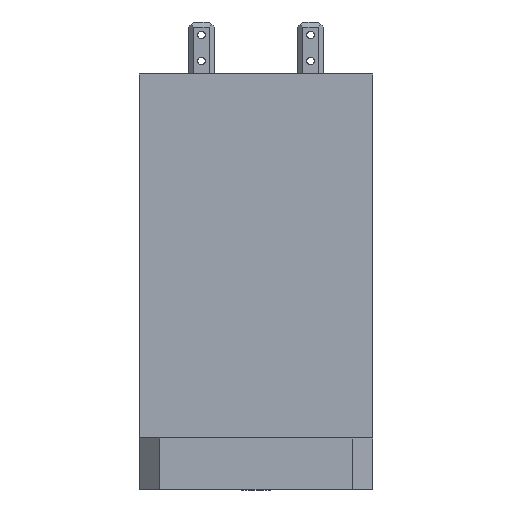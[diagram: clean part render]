
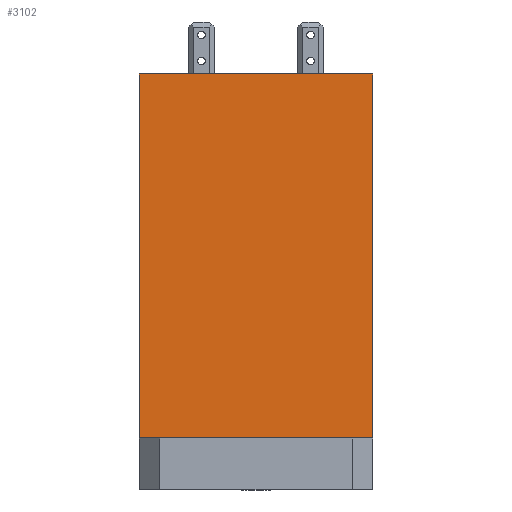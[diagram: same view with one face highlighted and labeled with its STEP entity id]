
A CAD part, front view. The second image highlights one B-rep face of the part: STEP entity #3102.
In plain terms, the highlighted face is planar.
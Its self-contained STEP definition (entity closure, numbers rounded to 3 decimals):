
#183 = CARTESIAN_POINT ( 'NONE',  ( -22.5, 80., 9.5 ) ) ;
#208 = LINE ( 'NONE', #6471, #2100 ) ;
#217 = CARTESIAN_POINT ( 'NONE',  ( -22.5, 80., 9.5 ) ) ;
#423 = VERTEX_POINT ( 'NONE', #2081 ) ;
#440 = VERTEX_POINT ( 'NONE', #4241 ) ;
#1117 = ORIENTED_EDGE ( 'NONE', *, *, #2581, .F. ) ;
#1144 = CARTESIAN_POINT ( 'NONE',  ( 22.5, 10., 9.5 ) ) ;
#1256 = CARTESIAN_POINT ( 'NONE',  ( 22.5, 80., 9.5 ) ) ;
#1279 = LINE ( 'NONE', #183, #5773 ) ;
#1341 = FACE_OUTER_BOUND ( 'NONE', #5973, .T. ) ;
#1360 = EDGE_CURVE ( 'NONE', #423, #440, #1279, .T. ) ;
#1468 = PLANE ( 'NONE',  #6444 ) ;
#1525 = ORIENTED_EDGE ( 'NONE', *, *, #2418, .F. ) ;
#1568 = ORIENTED_EDGE ( 'NONE', *, *, #1879, .F. ) ;
#1879 = EDGE_CURVE ( 'NONE', #440, #6079, #3167, .T. ) ;
#2081 = CARTESIAN_POINT ( 'NONE',  ( -22.5, 10., 9.5 ) ) ;
#2100 = VECTOR ( 'NONE', #4848, 1000. ) ;
#2418 = EDGE_CURVE ( 'NONE', #6098, #423, #208, .T. ) ;
#2515 = DIRECTION ( 'NONE',  ( 0., 0., 1. ) ) ;
#2581 = EDGE_CURVE ( 'NONE', #6079, #6098, #5194, .T. ) ;
#2793 = DIRECTION ( 'NONE',  ( 0., -1., 0. ) ) ;
#3102 = ADVANCED_FACE ( 'NONE', ( #1341 ), #1468, .T. ) ;
#3167 = LINE ( 'NONE', #217, #5225 ) ;
#3360 = DIRECTION ( 'NONE',  ( 1., 0., 0. ) ) ;
#3496 = CARTESIAN_POINT ( 'NONE',  ( -22.5, 80., 9.5 ) ) ;
#4241 = CARTESIAN_POINT ( 'NONE',  ( -22.5, 80., 9.5 ) ) ;
#4616 = DIRECTION ( 'NONE',  ( -1., 0., 0. ) ) ;
#4848 = DIRECTION ( 'NONE',  ( -1., 0., 0. ) ) ;
#5194 = LINE ( 'NONE', #1256, #5854 ) ;
#5225 = VECTOR ( 'NONE', #3360, 1000. ) ;
#5773 = VECTOR ( 'NONE', #6489, 1000. ) ;
#5828 = CARTESIAN_POINT ( 'NONE',  ( 22.5, 80., 9.5 ) ) ;
#5854 = VECTOR ( 'NONE', #2793, 1000. ) ;
#5973 = EDGE_LOOP ( 'NONE', ( #6734, #1525, #1117, #1568 ) ) ;
#6079 = VERTEX_POINT ( 'NONE', #5828 ) ;
#6098 = VERTEX_POINT ( 'NONE', #1144 ) ;
#6444 = AXIS2_PLACEMENT_3D ( 'NONE', #3496, #2515, #4616 ) ;
#6471 = CARTESIAN_POINT ( 'NONE',  ( -22.5, 10., 9.5 ) ) ;
#6489 = DIRECTION ( 'NONE',  ( 0., 1., 0. ) ) ;
#6734 = ORIENTED_EDGE ( 'NONE', *, *, #1360, .F. ) ;
